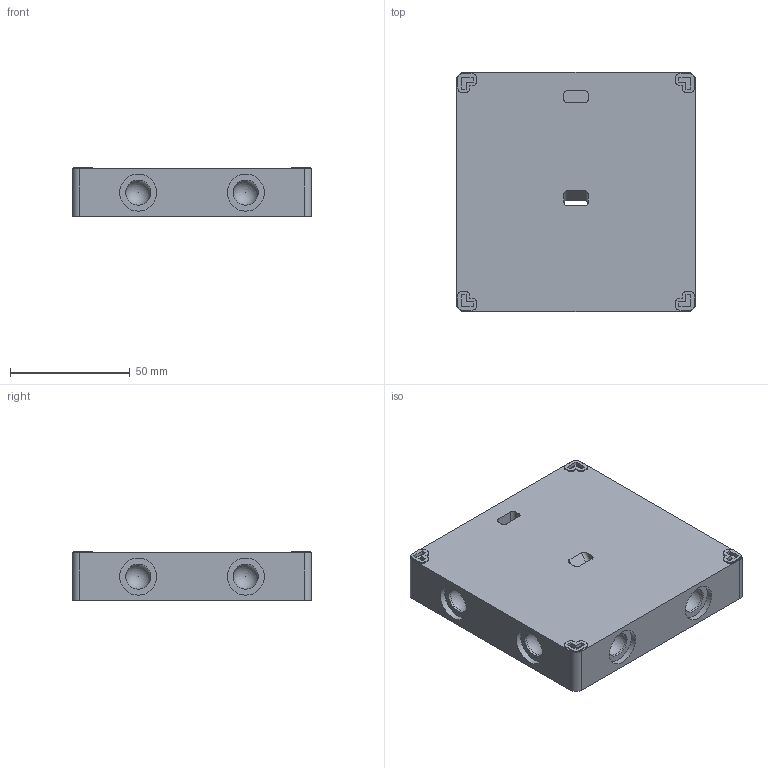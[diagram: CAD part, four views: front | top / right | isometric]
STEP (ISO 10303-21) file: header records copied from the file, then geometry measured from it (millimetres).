
FILE_DESCRIPTION(('FreeCAD Model'),'2;1');
FILE_NAME('Open CASCADE Shape Model','2025-08-14T16:29:20',(''),(''), 'Open CASCADE STEP processor 7.8','FreeCAD','Unknown');
FILE_SCHEMA(('AUTOMOTIVE_DESIGN { 1 0 10303 214 1 1 1 1 }'));
Length unit declared in the file: millimetre
Products named in the file (1): tile
Bounding box: 100 x 100 x 20.5 mm (x, y, z)
Volume: 137241.2 mm3; surface area: 34146.6 mm2
Topology: 1 solids, 1 shells, 140 faces, 358 edges, 236 vertices
Faces by surface type: plane 84, cylinder 48, sphere 8
Full cylindrical faces by diameter (mm): 10.5 x8, 15.5 x8
Entity records: 4232 total; most frequent: DIRECTION 736, CARTESIAN_POINT 727, ORIENTED_EDGE 700, EDGE_CURVE 350, LINE 246, VECTOR 246, AXIS2_PLACEMENT_3D 245, VERTEX_POINT 236
